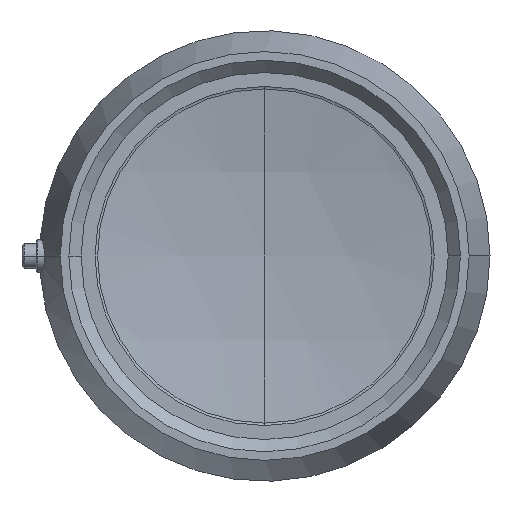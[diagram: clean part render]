
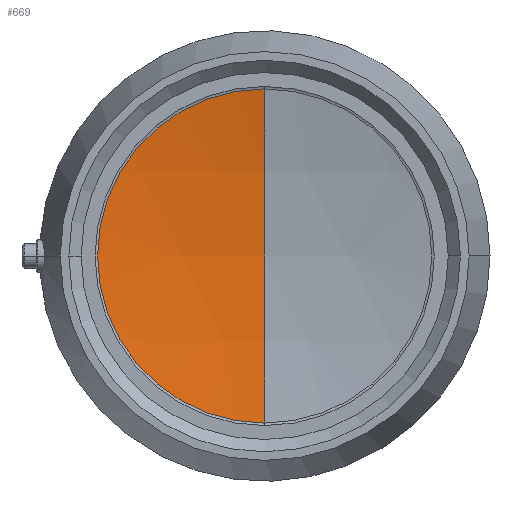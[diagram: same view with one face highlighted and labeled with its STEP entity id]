
A CAD part, left-side view. The second image highlights one B-rep face of the part: STEP entity #669.
In plain terms, the highlighted spherical face has radius 441.451 mm.
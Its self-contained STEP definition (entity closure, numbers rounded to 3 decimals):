
#453 = VERTEX_POINT( '', #1104 );
#529 = VERTEX_POINT( '', #1188 );
#553 = EDGE_CURVE( '', #529, #905, #1215, .T. );
#669 = ADVANCED_FACE( '', ( #1347 ), #1348, .F. );
#815 = EDGE_CURVE( '', #453, #529, #1515, .T. );
#905 = VERTEX_POINT( '', #1617 );
#941 = EDGE_CURVE( '', #905, #453, #1657, .T. );
#1104 = CARTESIAN_POINT( '', ( 103.936, 81.943, 0. ) );
#1188 = CARTESIAN_POINT( '', ( 103.936, 0., -81.943 ) );
#1215 = CIRCLE( '', #2157, 441.451 );
#1347 = FACE_OUTER_BOUND( '', #2415, .T. );
#1348 = SPHERICAL_SURFACE( '', #2416, 441.451 );
#1515 = CIRCLE( '', #2759, 81.943 );
#1617 = CARTESIAN_POINT( '', ( 103.936, 0., 81.943 ) );
#1657 = CIRCLE( '', #2974, 81.943 );
#2157 = AXIS2_PLACEMENT_3D( '', #3286, #3287, #3288 );
#2415 = EDGE_LOOP( '', ( #3466, #3467, #3468 ) );
#2416 = AXIS2_PLACEMENT_3D( '', #3469, #3470, #3471 );
#2759 = AXIS2_PLACEMENT_3D( '', #3674, #3675, #3676 );
#2974 = AXIS2_PLACEMENT_3D( '', #3864, #3865, #3866 );
#3286 = CARTESIAN_POINT( '', ( -329.843, 0., 0. ) );
#3287 = DIRECTION( '', ( 0., -1., 0. ) );
#3288 = DIRECTION( '', ( 0., 0., -1. ) );
#3466 = ORIENTED_EDGE( '', *, *, #553, .T. );
#3467 = ORIENTED_EDGE( '', *, *, #941, .T. );
#3468 = ORIENTED_EDGE( '', *, *, #815, .T. );
#3469 = CARTESIAN_POINT( '', ( -329.843, 0., 0. ) );
#3470 = DIRECTION( '', ( 0., 0., 1. ) );
#3471 = DIRECTION( '', ( 1., 0., 0. ) );
#3674 = CARTESIAN_POINT( '', ( 103.936, 0., 0. ) );
#3675 = DIRECTION( '', ( -1., 0., 0. ) );
#3676 = DIRECTION( '', ( 0., 1., 0. ) );
#3864 = CARTESIAN_POINT( '', ( 103.936, 0., 0. ) );
#3865 = DIRECTION( '', ( -1., 0., 0. ) );
#3866 = DIRECTION( '', ( 0., 1., 0. ) );
